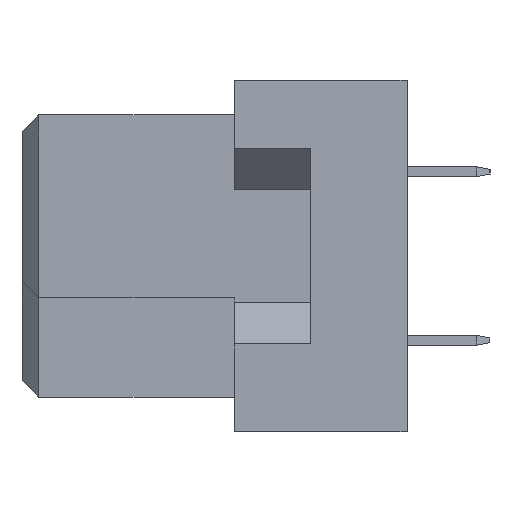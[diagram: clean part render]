
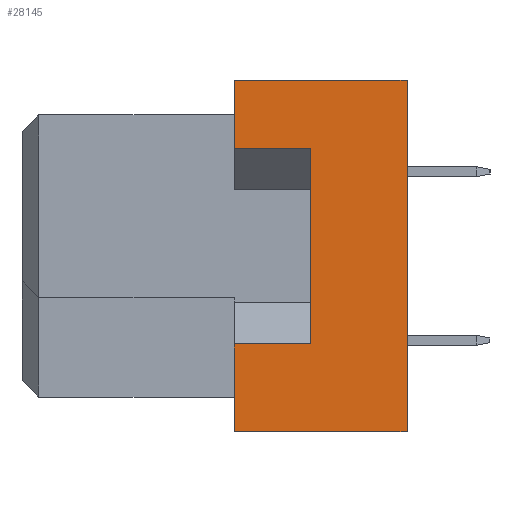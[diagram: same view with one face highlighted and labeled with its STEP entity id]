
A CAD part, left-side view. The second image highlights one B-rep face of the part: STEP entity #28145.
In plain terms, the highlighted planar face has unit normal (-1, 0, 0).
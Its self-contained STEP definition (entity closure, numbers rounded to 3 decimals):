
#91 = DIRECTION ( 'NONE',  ( 0., 1., 0. ) ) ;
#755 = VECTOR ( 'NONE', #6471, 1000. ) ;
#988 = EDGE_CURVE ( 'NONE', #17359, #1713, #10286, .T. ) ;
#1713 = VERTEX_POINT ( 'NONE', #38506 ) ;
#3354 = ORIENTED_EDGE ( 'NONE', *, *, #20968, .F. ) ;
#3843 = ORIENTED_EDGE ( 'NONE', *, *, #22025, .F. ) ;
#4691 = VERTEX_POINT ( 'NONE', #16716 ) ;
#5739 = LINE ( 'NONE', #27654, #6328 ) ;
#6328 = VECTOR ( 'NONE', #91, 1000. ) ;
#6346 = CARTESIAN_POINT ( 'NONE',  ( -47.5, -11.6, 5.3 ) ) ;
#6468 = VECTOR ( 'NONE', #9565, 1000. ) ;
#6471 = DIRECTION ( 'NONE',  ( 0., 1., 0. ) ) ;
#7153 = EDGE_CURVE ( 'NONE', #17359, #10707, #28659, .T. ) ;
#7166 = ORIENTED_EDGE ( 'NONE', *, *, #21695, .F. ) ;
#8249 = CARTESIAN_POINT ( 'NONE',  ( -47.5, -6.4, -5.3 ) ) ;
#8505 = VECTOR ( 'NONE', #38239, 1000. ) ;
#8610 = LINE ( 'NONE', #35973, #30266 ) ;
#9095 = ORIENTED_EDGE ( 'NONE', *, *, #988, .T. ) ;
#9565 = DIRECTION ( 'NONE',  ( 0., 0., 1. ) ) ;
#9797 = AXIS2_PLACEMENT_3D ( 'NONE', #6346, #11820, #18025 ) ;
#10286 = LINE ( 'NONE', #26155, #8505 ) ;
#10707 = VERTEX_POINT ( 'NONE', #19853 ) ;
#11820 = DIRECTION ( 'NONE',  ( -1., 0., 0. ) ) ;
#12143 = DIRECTION ( 'NONE',  ( 0., 0., 1. ) ) ;
#13238 = EDGE_LOOP ( 'NONE', ( #9095, #20386, #3843, #39238, #14540, #7166, #3354, #22444 ) ) ;
#13829 = VERTEX_POINT ( 'NONE', #38685 ) ;
#14286 = DIRECTION ( 'NONE',  ( 0., 0., 1. ) ) ;
#14436 = DIRECTION ( 'NONE',  ( 0., 1., 0. ) ) ;
#14540 = ORIENTED_EDGE ( 'NONE', *, *, #16573, .T. ) ;
#15349 = CARTESIAN_POINT ( 'NONE',  ( -47.5, -11.6, 5.3 ) ) ;
#16573 = EDGE_CURVE ( 'NONE', #13829, #37009, #5739, .T. ) ;
#16716 = CARTESIAN_POINT ( 'NONE',  ( -47.5, -6.4, 3.25 ) ) ;
#17359 = VERTEX_POINT ( 'NONE', #39251 ) ;
#17835 = PLANE ( 'NONE',  #9797 ) ;
#18025 = DIRECTION ( 'NONE',  ( 0., 0., 1. ) ) ;
#18557 = LINE ( 'NONE', #15349, #23452 ) ;
#19853 = CARTESIAN_POINT ( 'NONE',  ( -47.5, -8.7, 3.25 ) ) ;
#20386 = ORIENTED_EDGE ( 'NONE', *, *, #29868, .F. ) ;
#20968 = EDGE_CURVE ( 'NONE', #10707, #4691, #8610, .T. ) ;
#21054 = FACE_OUTER_BOUND ( 'NONE', #13238, .T. ) ;
#21567 = LINE ( 'NONE', #33853, #755 ) ;
#21695 = EDGE_CURVE ( 'NONE', #4691, #37009, #32020, .T. ) ;
#22025 = EDGE_CURVE ( 'NONE', #29861, #37597, #21567, .T. ) ;
#22444 = ORIENTED_EDGE ( 'NONE', *, *, #7153, .F. ) ;
#22948 = CARTESIAN_POINT ( 'NONE',  ( -47.5, -6.4, -5.3 ) ) ;
#23452 = VECTOR ( 'NONE', #12143, 1000. ) ;
#25693 = LINE ( 'NONE', #38170, #38172 ) ;
#26155 = CARTESIAN_POINT ( 'NONE',  ( -47.5, -8.7, -2.65 ) ) ;
#27654 = CARTESIAN_POINT ( 'NONE',  ( -47.5, -11.6, 5.3 ) ) ;
#28145 = ADVANCED_FACE ( 'NONE', ( #21054 ), #17835, .T. ) ;
#28659 = LINE ( 'NONE', #34915, #6468 ) ;
#29861 = VERTEX_POINT ( 'NONE', #32133 ) ;
#29868 = EDGE_CURVE ( 'NONE', #37597, #1713, #25693, .T. ) ;
#30266 = VECTOR ( 'NONE', #14436, 1000. ) ;
#31787 = EDGE_CURVE ( 'NONE', #29861, #13829, #18557, .T. ) ;
#32020 = LINE ( 'NONE', #22948, #33513 ) ;
#32133 = CARTESIAN_POINT ( 'NONE',  ( -47.5, -11.6, -5.3 ) ) ;
#33513 = VECTOR ( 'NONE', #14286, 1000. ) ;
#33725 = CARTESIAN_POINT ( 'NONE',  ( -47.5, -6.4, 5.3 ) ) ;
#33853 = CARTESIAN_POINT ( 'NONE',  ( -47.5, -11.6, -5.3 ) ) ;
#34915 = CARTESIAN_POINT ( 'NONE',  ( -47.5, -8.7, -2.65 ) ) ;
#35351 = DIRECTION ( 'NONE',  ( 0., 0., 1. ) ) ;
#35973 = CARTESIAN_POINT ( 'NONE',  ( -47.5, -8.7, 3.25 ) ) ;
#37009 = VERTEX_POINT ( 'NONE', #33725 ) ;
#37597 = VERTEX_POINT ( 'NONE', #8249 ) ;
#38170 = CARTESIAN_POINT ( 'NONE',  ( -47.5, -6.4, -5.3 ) ) ;
#38172 = VECTOR ( 'NONE', #35351, 1000. ) ;
#38239 = DIRECTION ( 'NONE',  ( 0., 1., 0. ) ) ;
#38506 = CARTESIAN_POINT ( 'NONE',  ( -47.5, -6.4, -2.65 ) ) ;
#38685 = CARTESIAN_POINT ( 'NONE',  ( -47.5, -11.6, 5.3 ) ) ;
#39238 = ORIENTED_EDGE ( 'NONE', *, *, #31787, .T. ) ;
#39251 = CARTESIAN_POINT ( 'NONE',  ( -47.5, -8.7, -2.65 ) ) ;
